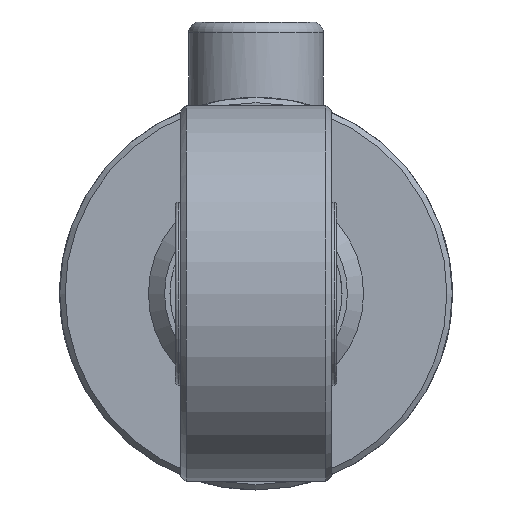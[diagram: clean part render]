
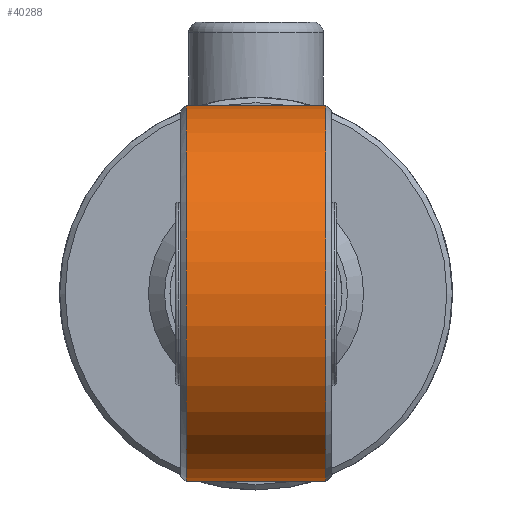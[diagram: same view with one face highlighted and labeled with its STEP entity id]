
A CAD part, front view. The second image highlights one B-rep face of the part: STEP entity #40288.
In plain terms, the highlighted cylindrical face has radius 35 mm (diameter 70 mm), a partial arc.
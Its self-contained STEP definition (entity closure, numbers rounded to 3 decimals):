
#37571=CARTESIAN_POINT('',(1672.09,79.786,37.032));
#37572=VERTEX_POINT('',#37571);
#37573=CARTESIAN_POINT('',(1672.09,79.786,37.532));
#37574=VERTEX_POINT('',#37573);
#37581=CARTESIAN_POINT('',(1672.09,79.786,31.032));
#37582=VERTEX_POINT('',#37581);
#37590=CARTESIAN_POINT('',(1672.09,79.786,30.532));
#37591=VERTEX_POINT('',#37590);
#37640=CARTESIAN_POINT('',(1672.09,79.786,31.032));
#37641=CARTESIAN_POINT('',(1672.356,80.053,31.032));
#37642=CARTESIAN_POINT('',(1672.645,80.332,31.107));
#37643=CARTESIAN_POINT('',(1673.185,80.838,31.413));
#37644=CARTESIAN_POINT('',(1673.436,81.064,31.644));
#37645=CARTESIAN_POINT('',(1673.835,81.418,32.177));
#37646=CARTESIAN_POINT('',(1674.01,81.569,32.514));
#37647=CARTESIAN_POINT('',(1674.244,81.768,33.253));
#37648=CARTESIAN_POINT('',(1674.302,81.816,33.655));
#37649=CARTESIAN_POINT('',(1674.302,81.816,34.032));
#37650=CARTESIAN_POINT('',(1674.302,81.816,34.409));
#37651=CARTESIAN_POINT('',(1674.244,81.768,34.811));
#37652=CARTESIAN_POINT('',(1674.01,81.569,35.55));
#37653=CARTESIAN_POINT('',(1673.835,81.418,35.887));
#37654=CARTESIAN_POINT('',(1673.436,81.064,36.419));
#37655=CARTESIAN_POINT('',(1673.185,80.838,36.65));
#37656=CARTESIAN_POINT('',(1672.645,80.332,36.956));
#37657=CARTESIAN_POINT('',(1672.356,80.053,37.032));
#37658=CARTESIAN_POINT('',(1672.09,79.786,37.032));
#37659=B_SPLINE_CURVE_WITH_KNOTS('',3,(#37640,#37641,#37642,#37643,#37644,#37645,#37646,#37647,#37648,#37649,#37650,#37651,#37652,#37653,#37654,#37655,#37656,#37657,#37658),.UNSPECIFIED.,.F.,.U.,(4,2,2,2,3,2,2,2,4),(1.357,1.47,1.583,1.696,1.809,1.922,2.035,2.148,2.261),.UNSPECIFIED.);
#37660=EDGE_CURVE('',#37582,#37572,#37659,.T.);
#37671=CARTESIAN_POINT('',(1672.09,79.786,37.032));
#37672=CARTESIAN_POINT('',(1671.823,79.52,37.032));
#37673=CARTESIAN_POINT('',(1671.544,79.231,36.956));
#37674=CARTESIAN_POINT('',(1671.038,78.691,36.65));
#37675=CARTESIAN_POINT('',(1670.812,78.44,36.419));
#37676=CARTESIAN_POINT('',(1670.459,78.041,35.887));
#37677=CARTESIAN_POINT('',(1670.307,77.866,35.55));
#37678=CARTESIAN_POINT('',(1670.108,77.632,34.811));
#37679=CARTESIAN_POINT('',(1670.06,77.574,34.409));
#37680=CARTESIAN_POINT('',(1670.06,77.574,33.655));
#37681=CARTESIAN_POINT('',(1670.108,77.632,33.253));
#37682=CARTESIAN_POINT('',(1670.307,77.866,32.514));
#37683=CARTESIAN_POINT('',(1670.459,78.041,32.177));
#37684=CARTESIAN_POINT('',(1670.812,78.44,31.644));
#37685=CARTESIAN_POINT('',(1671.038,78.691,31.413));
#37686=CARTESIAN_POINT('',(1671.544,79.231,31.107));
#37687=CARTESIAN_POINT('',(1671.823,79.52,31.032));
#37688=CARTESIAN_POINT('',(1672.09,79.786,31.032));
#37689=B_SPLINE_CURVE_WITH_KNOTS('',3,(#37671,#37672,#37673,#37674,#37675,#37676,#37677,#37678,#37679,#37680,#37681,#37682,#37683,#37684,#37685,#37686,#37687,#37688),.UNSPECIFIED.,.F.,.U.,(4,2,2,2,2,2,2,2,4),(0.452,0.565,0.678,0.791,0.905,1.018,1.131,1.244,1.357),.UNSPECIFIED.);
#37690=EDGE_CURVE('',#37572,#37582,#37689,.T.);
#40073=CARTESIAN_POINT('',(1664.839,69.215,21.032));
#40074=VERTEX_POINT('',#40073);
#40096=CARTESIAN_POINT('',(1664.839,40.86,21.032));
#40097=VERTEX_POINT('',#40096);
#40111=CARTESIAN_POINT('',(1664.839,40.86,47.032));
#40112=VERTEX_POINT('',#40111);
#40113=CARTESIAN_POINT('',(1664.839,40.86,47.032));
#40114=DIRECTION('',(0.0,0.0,-1.0));
#40115=VECTOR('',#40114,26.);
#40116=LINE('',#40113,#40115);
#40117=EDGE_CURVE('',#40112,#40097,#40116,.T.);
#40142=CARTESIAN_POINT('',(1664.839,69.215,47.032));
#40143=VERTEX_POINT('',#40142);
#40157=CARTESIAN_POINT('',(1664.839,69.215,21.032));
#40158=DIRECTION('',(0.0,0.0,1.0));
#40159=VECTOR('',#40158,26.);
#40160=LINE('',#40157,#40159);
#40161=EDGE_CURVE('',#40074,#40143,#40160,.T.);
#40241=CARTESIAN_POINT('',(1696.839,55.037,21.032));
#40242=DIRECTION('',(0.0,0.0,1.0));
#40243=DIRECTION('',(0.0,1.0,0.0));
#40244=AXIS2_PLACEMENT_3D('',#40241,#40242,#40243);
#40245=CIRCLE('',#40244,35.);
#40246=EDGE_CURVE('',#40097,#40074,#40245,.T.);
#40253=CARTESIAN_POINT('',(1696.839,55.037,34.032));
#40254=DIRECTION('',(0.0,0.0,1.0));
#40255=DIRECTION('',(0.0,1.0,0.0));
#40256=AXIS2_PLACEMENT_3D('',#40253,#40254,#40255);
#40257=CYLINDRICAL_SURFACE('',#40256,35.);
#40258=ORIENTED_EDGE('',*,*,#40161,.T.);
#40259=CARTESIAN_POINT('',(1696.839,55.037,47.032));
#40260=DIRECTION('',(0.0,0.0,1.0));
#40261=DIRECTION('',(0.0,1.0,0.0));
#40262=AXIS2_PLACEMENT_3D('',#40259,#40260,#40261);
#40263=CIRCLE('',#40262,35.);
#40264=EDGE_CURVE('',#40112,#40143,#40263,.T.);
#40265=ORIENTED_EDGE('',*,*,#40264,.F.);
#40266=ORIENTED_EDGE('',*,*,#40117,.T.);
#40267=ORIENTED_EDGE('',*,*,#40246,.T.);
#40268=EDGE_LOOP('',(#40258,#40265,#40266,#40267));
#40269=FACE_OUTER_BOUND('',#40268,.T.);
#40270=ORIENTED_EDGE('',*,*,#37690,.T.);
#40271=CARTESIAN_POINT('',(1672.09,79.786,30.532));
#40272=DIRECTION('',(0.0,0.0,1.0));
#40273=VECTOR('',#40272,0.5);
#40274=LINE('',#40271,#40273);
#40275=EDGE_CURVE('',#37591,#37582,#40274,.T.);
#40276=ORIENTED_EDGE('',*,*,#40275,.F.);
#40277=ORIENTED_EDGE('',*,*,#40275,.T.);
#40278=ORIENTED_EDGE('',*,*,#37660,.T.);
#40279=CARTESIAN_POINT('',(1672.09,79.786,37.032));
#40280=DIRECTION('',(0.0,0.0,1.0));
#40281=VECTOR('',#40280,0.5);
#40282=LINE('',#40279,#40281);
#40283=EDGE_CURVE('',#37572,#37574,#40282,.T.);
#40284=ORIENTED_EDGE('',*,*,#40283,.T.);
#40285=ORIENTED_EDGE('',*,*,#40283,.F.);
#40286=EDGE_LOOP('',(#40270,#40276,#40277,#40278,#40284,#40285));
#40287=FACE_BOUND('',#40286,.T.);
#40288=ADVANCED_FACE('',(#40269,#40287),#40257,.T.);
